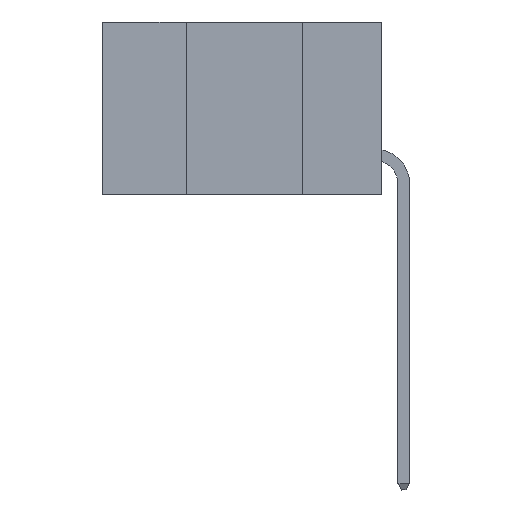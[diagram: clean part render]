
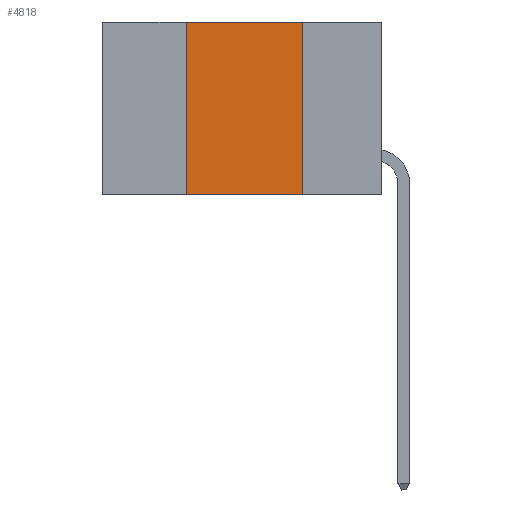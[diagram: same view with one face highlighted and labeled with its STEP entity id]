
A CAD part, left-side view. The second image highlights one B-rep face of the part: STEP entity #4818.
In plain terms, the highlighted planar face has unit normal (-1, 0, 0).
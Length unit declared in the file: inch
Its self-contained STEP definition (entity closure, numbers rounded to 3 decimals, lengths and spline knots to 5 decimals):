
#214 = LINE ( 'NONE', #15806, #8428 ) ;
#1506 = CARTESIAN_POINT ( 'NONE',  ( 0., 0.42, 0. ) ) ;
#1698 = CARTESIAN_POINT ( 'NONE',  ( 0., 0.6, -0.37 ) ) ;
#1730 = ORIENTED_EDGE ( 'NONE', *, *, #11855, .F. ) ;
#2255 = VERTEX_POINT ( 'NONE', #18379 ) ;
#4707 = VECTOR ( 'NONE', #17533, 39.37008 ) ;
#4755 = VERTEX_POINT ( 'NONE', #25946 ) ;
#4818 = ADVANCED_FACE ( 'NONE', ( #15982 ), #7706, .F. ) ;
#5035 = ORIENTED_EDGE ( 'NONE', *, *, #7458, .T. ) ;
#5497 = VERTEX_POINT ( 'NONE', #1506 ) ;
#5520 = AXIS2_PLACEMENT_3D ( 'NONE', #24007, #21849, #17888 ) ;
#5675 = CARTESIAN_POINT ( 'NONE',  ( 0., 0.17, 0. ) ) ;
#5965 = EDGE_CURVE ( 'NONE', #2255, #5497, #18002, .T. ) ;
#7458 = EDGE_CURVE ( 'NONE', #2255, #4755, #23301, .T. ) ;
#7706 = PLANE ( 'NONE',  #5520 ) ;
#8428 = VECTOR ( 'NONE', #13852, 39.37008 ) ;
#9418 = CARTESIAN_POINT ( 'NONE',  ( 0., 0.6, 0. ) ) ;
#9738 = CARTESIAN_POINT ( 'NONE',  ( 0., 0.42, 0. ) ) ;
#10568 = EDGE_CURVE ( 'NONE', #5497, #10699, #16801, .T. ) ;
#10699 = VERTEX_POINT ( 'NONE', #5675 ) ;
#11586 = ORIENTED_EDGE ( 'NONE', *, *, #5965, .F. ) ;
#11855 = EDGE_CURVE ( 'NONE', #10699, #4755, #214, .T. ) ;
#12533 = VECTOR ( 'NONE', #14850, 39.37008 ) ;
#12699 = VECTOR ( 'NONE', #17581, 39.37008 ) ;
#13852 = DIRECTION ( 'NONE',  ( 0., 0., -1. ) ) ;
#14147 = EDGE_LOOP ( 'NONE', ( #1730, #19474, #11586, #5035 ) ) ;
#14850 = DIRECTION ( 'NONE',  ( 0., -1., 0. ) ) ;
#15806 = CARTESIAN_POINT ( 'NONE',  ( 0., 0.17, 0. ) ) ;
#15982 = FACE_OUTER_BOUND ( 'NONE', #14147, .T. ) ;
#16801 = LINE ( 'NONE', #9418, #12699 ) ;
#17533 = DIRECTION ( 'NONE',  ( 0., 0., 1. ) ) ;
#17581 = DIRECTION ( 'NONE',  ( 0., -1., 0. ) ) ;
#17888 = DIRECTION ( 'NONE',  ( 0., 0., -1. ) ) ;
#18002 = LINE ( 'NONE', #9738, #4707 ) ;
#18379 = CARTESIAN_POINT ( 'NONE',  ( 0., 0.42, -0.37 ) ) ;
#19474 = ORIENTED_EDGE ( 'NONE', *, *, #10568, .F. ) ;
#21849 = DIRECTION ( 'NONE',  ( 1., 0., 0. ) ) ;
#23301 = LINE ( 'NONE', #1698, #12533 ) ;
#24007 = CARTESIAN_POINT ( 'NONE',  ( 0., 0.6, 0. ) ) ;
#25946 = CARTESIAN_POINT ( 'NONE',  ( 0., 0.17, -0.37 ) ) ;
